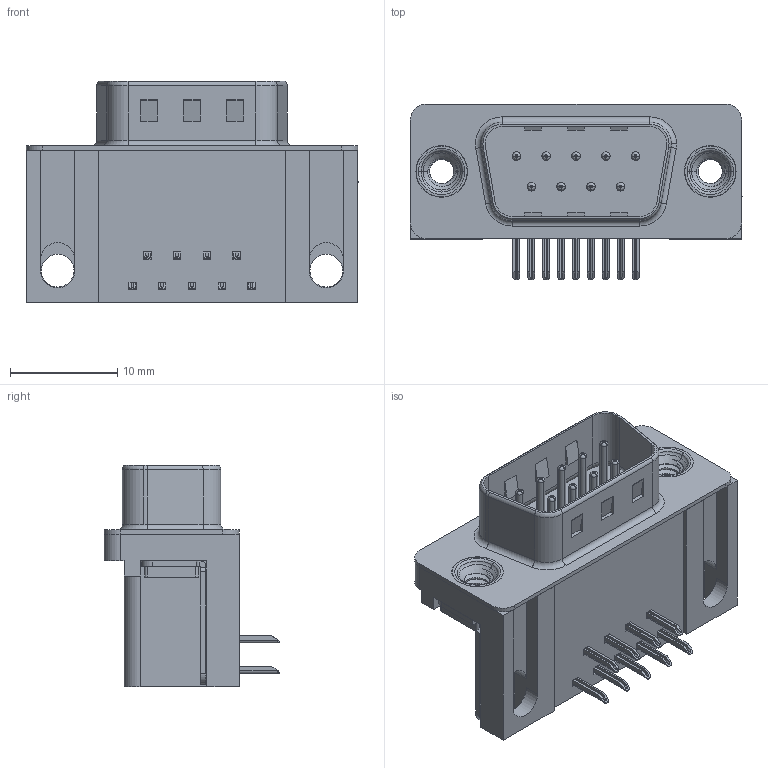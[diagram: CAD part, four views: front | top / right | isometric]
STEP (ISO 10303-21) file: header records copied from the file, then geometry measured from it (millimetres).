
FILE_DESCRIPTION (( 'STEP AP203' ), '1' );
FILE_NAME ('629-009-240-012.STEP', '2021-09-21T19:43:48', ( '' ), ( '' ), 'SwSTEP 2.0', 'SolidWorks 2020', '' );
FILE_SCHEMA (( 'CONFIG_CONTROL_DESIGN' ));
Length unit declared in the file: millimetre
Products named in the file (7): 629 Contact Bottom; 629-009-240-012; 629 4-40 Threaded Rivet; 629 Thru Hole Board Mount; 629 Contact Top; 629 Shell_09 Socket; 629 Housing_09 Socket
Assembly tree (15 placements, depth 2):
  629-009-240-012
    629 Housing_09 Socket
    629 Shell_09 Socket
    629 Contact Bottom  x4
    629 Contact Top  x5
    629 Thru Hole Board Mount  x2
    629 4-40 Threaded Rivet  x2
Bounding box: 30.89 x 16.35 x 20.6 mm (x, y, z)
Volume: 3717.8 mm3; surface area: 4726.9 mm2
Topology: 15 solids, 15 shells, 989 faces, 2475 edges, 1541 vertices
Faces by surface type: plane 571, cylinder 315, torus 85, cone 12, bspline 6
Entity records: 16254 total; most frequent: CARTESIAN_POINT 4139, DIRECTION 2386, ORIENTED_EDGE 2282, EDGE_CURVE 1141, AXIS2_PLACEMENT_3D 822, VECTOR 742, LINE 742, VERTEX_POINT 725
